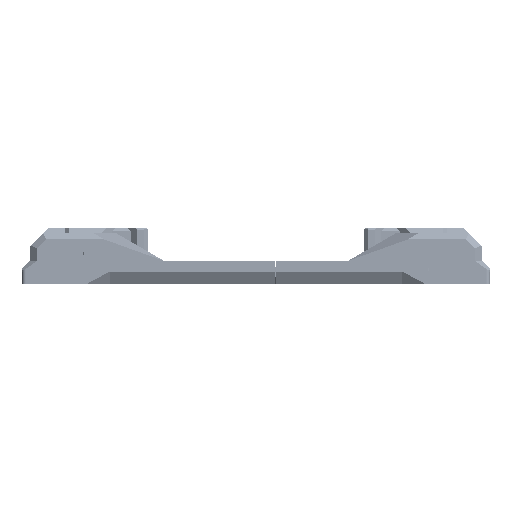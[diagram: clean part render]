
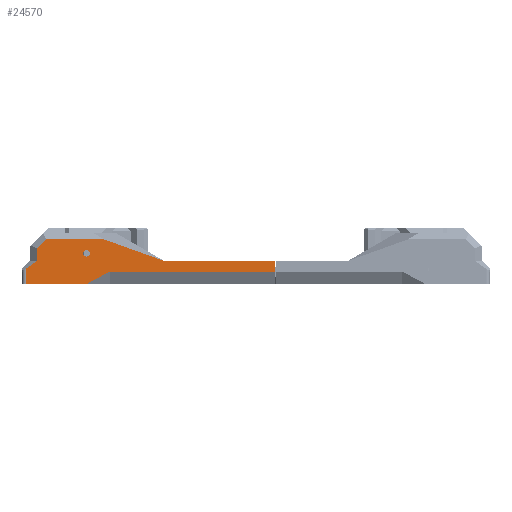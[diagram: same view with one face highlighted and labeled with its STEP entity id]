
A CAD part, front view. The second image highlights one B-rep face of the part: STEP entity #24570.
In plain terms, the highlighted planar face has unit normal (0, -1, 0).
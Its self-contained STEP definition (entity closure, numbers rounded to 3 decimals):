
#1370=FACE_BOUND('',#3728,.T.);
#1631=CIRCLE('',#26104,2.65);
#2330=FACE_OUTER_BOUND('',#3727,.T.);
#3727=EDGE_LOOP('',(#16977,#16978,#16979,#16980,#16981,#16982,#16983,#16984,
#16985,#16986,#16987));
#3728=EDGE_LOOP('',(#16988));
#5097=LINE('',#33940,#7537);
#5125=LINE('',#34018,#7565);
#5161=LINE('',#34105,#7601);
#5371=LINE('',#34711,#7811);
#5372=LINE('',#34715,#7812);
#5373=LINE('',#34718,#7813);
#5376=LINE('',#34723,#7816);
#5377=LINE('',#34726,#7817);
#5381=LINE('',#34733,#7821);
#5390=LINE('',#34754,#7830);
#5403=LINE('',#34780,#7843);
#7537=VECTOR('',#27763,10.);
#7565=VECTOR('',#27815,10.);
#7601=VECTOR('',#27895,10.);
#7811=VECTOR('',#28523,10.);
#7812=VECTOR('',#28528,10.);
#7813=VECTOR('',#28531,10.);
#7816=VECTOR('',#28536,10.);
#7817=VECTOR('',#28539,10.);
#7821=VECTOR('',#28545,10.);
#7830=VECTOR('',#28566,10.);
#7843=VECTOR('',#28593,10.);
#9976=VERTEX_POINT('',#33937);
#9977=VERTEX_POINT('',#33939);
#10014=VERTEX_POINT('',#34015);
#10015=VERTEX_POINT('',#34017);
#10044=VERTEX_POINT('',#34103);
#10226=VERTEX_POINT('',#34713);
#10227=VERTEX_POINT('',#34717);
#10228=VERTEX_POINT('',#34721);
#10229=VERTEX_POINT('',#34725);
#10230=VERTEX_POINT('',#34729);
#10232=VERTEX_POINT('',#34735);
#10237=VERTEX_POINT('',#34753);
#12456=EDGE_CURVE('',#9976,#9977,#5097,.T.);
#12495=EDGE_CURVE('',#10014,#10015,#5125,.F.);
#12539=EDGE_CURVE('',#10044,#10014,#5161,.T.);
#12829=EDGE_CURVE('',#9976,#10015,#5371,.T.);
#12831=EDGE_CURVE('',#9977,#10226,#5372,.T.);
#12832=EDGE_CURVE('',#10227,#10226,#5373,.T.);
#12835=EDGE_CURVE('',#10227,#10228,#5376,.T.);
#12836=EDGE_CURVE('',#10228,#10229,#5377,.T.);
#12840=EDGE_CURVE('',#10229,#10230,#5381,.T.);
#12841=EDGE_CURVE('',#10232,#10232,#1631,.T.);
#12850=EDGE_CURVE('',#10237,#10230,#5390,.T.);
#12863=EDGE_CURVE('',#10237,#10044,#5403,.T.);
#16977=ORIENTED_EDGE('',*,*,#12539,.F.);
#16978=ORIENTED_EDGE('',*,*,#12863,.F.);
#16979=ORIENTED_EDGE('',*,*,#12850,.T.);
#16980=ORIENTED_EDGE('',*,*,#12840,.F.);
#16981=ORIENTED_EDGE('',*,*,#12836,.F.);
#16982=ORIENTED_EDGE('',*,*,#12835,.F.);
#16983=ORIENTED_EDGE('',*,*,#12832,.T.);
#16984=ORIENTED_EDGE('',*,*,#12831,.F.);
#16985=ORIENTED_EDGE('',*,*,#12456,.F.);
#16986=ORIENTED_EDGE('',*,*,#12829,.T.);
#16987=ORIENTED_EDGE('',*,*,#12495,.F.);
#16988=ORIENTED_EDGE('',*,*,#12841,.T.);
#23681=PLANE('',#26115);
#24570=ADVANCED_FACE('',(#2330,#1370),#23681,.T.);
#26104=AXIS2_PLACEMENT_3D('',#34736,#28548,#28549);
#26115=AXIS2_PLACEMENT_3D('',#34779,#28591,#28592);
#27763=DIRECTION('',(-1.,0.,0.));
#27815=DIRECTION('',(1.,0.,0.));
#27895=DIRECTION('',(0.,0.,-1.));
#28523=DIRECTION('',(0.881,0.,0.472));
#28528=DIRECTION('',(0.,0.,1.));
#28531=DIRECTION('',(-0.816,0.,-0.577));
#28536=DIRECTION('',(0.,0.,1.));
#28539=DIRECTION('',(0.707,0.,0.707));
#28545=DIRECTION('',(1.,0.,0.));
#28548=DIRECTION('center_axis',(0.,1.,0.));
#28549=DIRECTION('ref_axis',(1.,0.,0.));
#28566=DIRECTION('',(-0.941,0.,0.338));
#28591=DIRECTION('center_axis',(0.,-1.,0.));
#28592=DIRECTION('ref_axis',(1.,0.,0.));
#28593=DIRECTION('',(1.,0.,0.));
#33937=CARTESIAN_POINT('',(-135.562,-180.,0.));
#33939=CARTESIAN_POINT('',(-183.9,-180.,0.));
#33940=CARTESIAN_POINT('',(-146.9,-180.,0.));
#34015=CARTESIAN_POINT('',(15.4,-180.,10.001));
#34017=CARTESIAN_POINT('',(-116.9,-180.,10.001));
#34018=CARTESIAN_POINT('',(-35.,-180.,10.001));
#34103=CARTESIAN_POINT('',(15.4,-180.,18.55));
#34105=CARTESIAN_POINT('',(15.4,-180.,10.2));
#34711=CARTESIAN_POINT('',(-148.255,-180.,-6.802));
#34713=CARTESIAN_POINT('',(-183.9,-180.,12.186));
#34715=CARTESIAN_POINT('',(-183.9,-180.,0.));
#34717=CARTESIAN_POINT('',(-174.9,-180.,18.55));
#34718=CARTESIAN_POINT('',(-187.272,-180.,9.801));
#34721=CARTESIAN_POINT('',(-174.9,-180.,28.729));
#34723=CARTESIAN_POINT('',(-174.9,-180.,18.55));
#34725=CARTESIAN_POINT('',(-167.829,-180.,35.8));
#34726=CARTESIAN_POINT('',(-183.564,-180.,20.064));
#34729=CARTESIAN_POINT('',(-121.459,-180.,35.8));
#34733=CARTESIAN_POINT('',(-138.675,-180.,35.8));
#34735=CARTESIAN_POINT('',(-138.05,-180.,24.65));
#34736=CARTESIAN_POINT('Origin',(-135.4,-180.,24.65));
#34753=CARTESIAN_POINT('',(-73.362,-180.,18.55));
#34754=CARTESIAN_POINT('',(-120.714,-180.,35.533));
#34779=CARTESIAN_POINT('Origin',(-186.9,-180.,0.));
#34780=CARTESIAN_POINT('',(-146.9,-180.,18.55));
